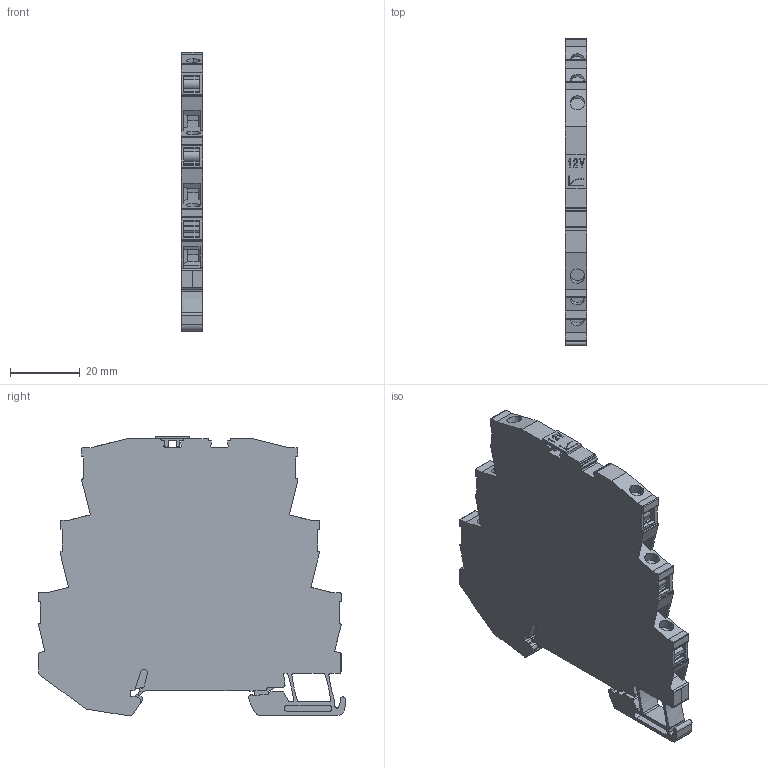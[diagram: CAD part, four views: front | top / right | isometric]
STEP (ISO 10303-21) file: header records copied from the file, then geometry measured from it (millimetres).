
FILE_DESCRIPTION(('CATIA V5R24 STEP','CAx-IF Rec.Pracs.--- Model Styling and Organization---1.2---2011-12-15'),'2;1');
FILE_NAME ('9299048_5_1064260000_S3D_VSSC6_CL_CLFG_12VAC-DC_0-5A.stp','2017-06-26T12:05:56+00:00',('none'),('Weidmueller'),'CATIA Version 5-6 Release 2014 SP4','CATIA V5 STEP AP214','none');
FILE_SCHEMA(('AUTOMOTIVE_DESIGN { 1 0 10303 214 1 1 1 1 }'));
Length unit declared in the file: millimetre
Products named in the file (1): 1064150000
Bounding box: 6.1 x 88.11 x 80.34 mm (x, y, z)
Volume: 25456.9 mm3; surface area: 21784.9 mm2
Topology: 14 solids, 14 shells, 861 faces, 2577 edges, 1765 vertices
Faces by surface type: plane 581, cylinder 227, extrusion 53
Entity records: 29228 total; most frequent: CARTESIAN_POINT 5830, ORIENTED_EDGE 5154, DIRECTION 3832, EDGE_CURVE 2577, VECTOR 1980, LINE 1927, VERTEX_POINT 1765, AXIS2_PLACEMENT_3D 1185
